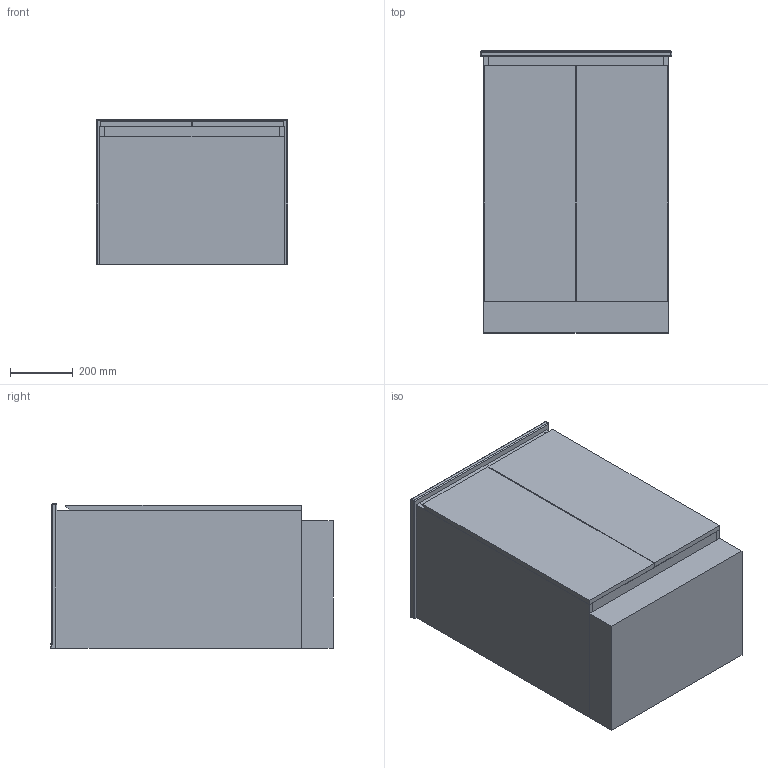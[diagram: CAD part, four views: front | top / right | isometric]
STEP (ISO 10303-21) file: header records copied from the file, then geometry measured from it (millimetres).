
FILE_DESCRIPTION (( 'STEP AP214' ), '1' );
FILE_NAME ('FD Ceramic 600 WK ASSEM.STEP', '2019-03-06T04:51:55', ( '' ), ( '' ), 'SwSTEP 2.0', 'SolidWorks 2015', '' );
FILE_SCHEMA (( 'AUTOMOTIVE_DESIGN' ));
Length unit declared in the file: millimetre
Products named in the file (5): 600 Spirit top ASSEM; FD Ceramic 600 WK; FD Ceramic 600 WK ASSEM; 600 Spirit top; CERAMIC OVERFLOW COVER
Assembly tree (4 placements, depth 3):
  FD Ceramic 600 WK ASSEM
    FD Ceramic 600 WK
    600 Spirit top ASSEM
      600 Spirit top
      CERAMIC OVERFLOW COVER
Bounding box: 610 x 899.1 x 460 mm (x, y, z)
Volume: 59417792.3 mm3; surface area: 5384890.1 mm2
Topology: 10 solids, 10 shells, 148 faces, 325 edges, 191 vertices
Faces by surface type: plane 94, cylinder 30, sphere 10, torus 8, bspline 6
Entity records: 4588 total; most frequent: CARTESIAN_POINT 976, DIRECTION 687, ORIENTED_EDGE 630, EDGE_CURVE 315, AXIS2_PLACEMENT_3D 234, LINE 219, VECTOR 219, VERTEX_POINT 191
